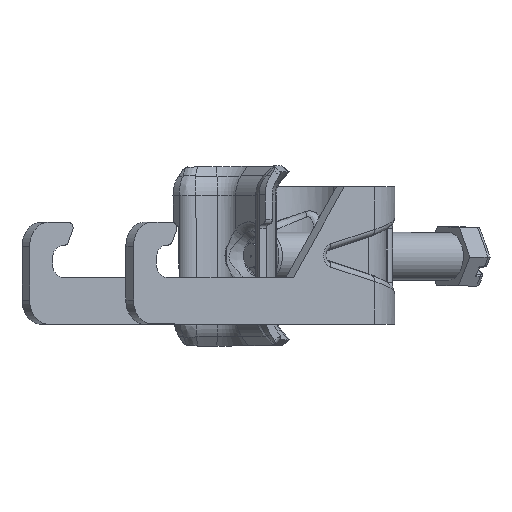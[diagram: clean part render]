
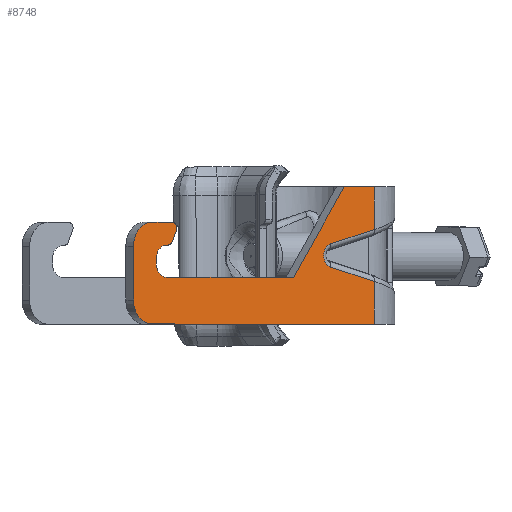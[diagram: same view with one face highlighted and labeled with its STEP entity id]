
A CAD part, top view. The second image highlights one B-rep face of the part: STEP entity #8748.
In plain terms, the highlighted face is planar.
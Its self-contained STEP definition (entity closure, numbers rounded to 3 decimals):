
#2731=DIRECTION('',(0.,-0.808,0.589));
#2732=VECTOR('',#2731,18.807);
#2733=CARTESIAN_POINT('',(55.963,14.189,16.077));
#2734=LINE('',#2733,#2732);
#4015=DIRECTION('',(0.,0.,1.));
#4016=VECTOR('',#4015,48.578);
#4017=CARTESIAN_POINT('',(55.963,-8.811,9.5));
#4018=LINE('',#4017,#4016);
#4130=DIRECTION('',(0.,1.,0.));
#4131=VECTOR('',#4130,9.);
#4132=CARTESIAN_POINT('',(55.963,-4.811,62.077));
#4133=LINE('',#4132,#4131);
#4134=CARTESIAN_POINT('',(55.963,4.189,58.077));
#4135=DIRECTION('',(-1.,0.,0.));
#4136=DIRECTION('',(0.,0.,1.));
#4137=AXIS2_PLACEMENT_3D('',#4134,#4135,#4136);
#4139=DIRECTION('',(0.,0.,-1.));
#4140=VECTOR('',#4139,4.5);
#4141=CARTESIAN_POINT('',(55.963,8.189,58.077));
#4142=LINE('',#4141,#4140);
#4143=CARTESIAN_POINT('',(55.963,7.189,53.577));
#4144=DIRECTION('',(-1.,0.,0.));
#4145=DIRECTION('',(0.,1.,0.));
#4146=AXIS2_PLACEMENT_3D('',#4143,#4144,#4145);
#4148=CARTESIAN_POINT('',(55.963,7.281,53.086));
#4149=DIRECTION('',(-1.,0.,0.));
#4150=DIRECTION('',(0.,0.185,-0.983));
#4151=AXIS2_PLACEMENT_3D('',#4148,#4149,#4150);
#4153=DIRECTION('',(0.,-0.906,0.423));
#4154=VECTOR('',#4153,2.321);
#4155=CARTESIAN_POINT('',(55.963,7.07,52.633));
#4156=LINE('',#4155,#4154);
#4157=CARTESIAN_POINT('',(55.963,5.389,54.52));
#4158=DIRECTION('',(-1.,0.,0.));
#4159=DIRECTION('',(0.,-0.423,-0.906));
#4160=AXIS2_PLACEMENT_3D('',#4157,#4158,#4159);
#4162=DIRECTION('',(0.,0.,1.));
#4163=VECTOR('',#4162,0.307);
#4164=CARTESIAN_POINT('',(55.963,4.389,54.52));
#4165=LINE('',#4164,#4163);
#4166=CARTESIAN_POINT('',(55.963,2.139,54.827));
#4167=DIRECTION('',(1.,0.,0.));
#4168=DIRECTION('',(0.,1.,0.));
#4169=AXIS2_PLACEMENT_3D('',#4166,#4167,#4168);
#4171=DIRECTION('',(0.,-1.,0.));
#4172=VECTOR('',#4171,0.9);
#4173=CARTESIAN_POINT('',(55.963,2.139,57.077));
#4174=LINE('',#4173,#4172);
#4175=CARTESIAN_POINT('',(55.963,1.239,54.827));
#4176=DIRECTION('',(1.,0.,0.));
#4177=DIRECTION('',(0.,0.,1.));
#4178=AXIS2_PLACEMENT_3D('',#4175,#4176,#4177);
#4180=DIRECTION('',(0.,0.,1.));
#4181=VECTOR('',#4180,27.676);
#4182=CARTESIAN_POINT('',(55.963,-1.011,27.152));
#4183=LINE('',#4182,#4181);
#4184=DIRECTION('',(0.,0.243,-0.97));
#4185=VECTOR('',#4184,9.858);
#4186=CARTESIAN_POINT('',(55.963,4.629,19.063));
#4187=LINE('',#4186,#4185);
#4188=CARTESIAN_POINT('',(55.963,2.689,18.577));
#4189=DIRECTION('',(-1.,0.,0.));
#4190=DIRECTION('',(0.,-0.97,0.243));
#4191=AXIS2_PLACEMENT_3D('',#4188,#4189,#4190);
#4193=DIRECTION('',(0.,0.243,0.97));
#4194=VECTOR('',#4193,9.858);
#4195=CARTESIAN_POINT('',(55.963,-1.646,9.5));
#4196=LINE('',#4195,#4194);
#4197=CARTESIAN_POINT('',(55.963,-4.811,58.077));
#4198=DIRECTION('',(1.,0.,0.));
#4199=DIRECTION('',(0.,0.,1.));
#4200=AXIS2_PLACEMENT_3D('',#4197,#4198,#4199);
#4256=DIRECTION('',(0.,0.,-1.));
#4257=VECTOR('',#4256,6.577);
#4258=CARTESIAN_POINT('',(55.963,14.189,16.077));
#4259=LINE('',#4258,#4257);
#4352=DIRECTION('',(0.,-1.,0.));
#4353=VECTOR('',#4352,7.165);
#4354=CARTESIAN_POINT('',(55.963,-1.646,9.5));
#4355=LINE('',#4354,#4353);
#4386=DIRECTION('',(0.,-1.,0.));
#4387=VECTOR('',#4386,7.165);
#4388=CARTESIAN_POINT('',(55.963,14.189,9.5));
#4389=LINE('',#4388,#4387);
#5836=CARTESIAN_POINT('',(55.963,-8.811,58.078));
#5837=VERTEX_POINT('',#5836);
#5838=CARTESIAN_POINT('',(55.963,-4.811,62.077));
#5839=VERTEX_POINT('',#5838);
#5854=CARTESIAN_POINT('',(55.963,-8.811,9.5));
#5855=VERTEX_POINT('',#5854);
#5856=CARTESIAN_POINT('',(55.963,-1.646,9.5));
#5857=VERTEX_POINT('',#5856);
#5858=CARTESIAN_POINT('',(55.963,0.749,19.063));
#5859=VERTEX_POINT('',#5858);
#5860=CARTESIAN_POINT('',(55.963,4.629,19.063));
#5861=VERTEX_POINT('',#5860);
#5862=CARTESIAN_POINT('',(55.963,7.024,9.5));
#5863=VERTEX_POINT('',#5862);
#5864=CARTESIAN_POINT('',(55.963,14.189,9.5));
#5865=VERTEX_POINT('',#5864);
#5866=CARTESIAN_POINT('',(55.963,14.189,16.077));
#5867=VERTEX_POINT('',#5866);
#6604=CARTESIAN_POINT('',(55.963,-1.011,27.152));
#6605=CARTESIAN_POINT('',(55.963,-1.011,54.828));
#6606=VERTEX_POINT('',#6604);
#6607=VERTEX_POINT('',#6605);
#6632=CARTESIAN_POINT('',(55.963,4.189,62.077));
#6633=CARTESIAN_POINT('',(55.963,8.189,58.077));
#6634=VERTEX_POINT('',#6632);
#6635=VERTEX_POINT('',#6633);
#6636=CARTESIAN_POINT('',(55.963,8.189,53.577));
#6637=VERTEX_POINT('',#6636);
#6638=CARTESIAN_POINT('',(55.963,7.374,52.595));
#6639=VERTEX_POINT('',#6638);
#6640=CARTESIAN_POINT('',(55.963,7.07,52.633));
#6641=VERTEX_POINT('',#6640);
#6642=CARTESIAN_POINT('',(55.963,4.966,53.614));
#6643=VERTEX_POINT('',#6642);
#6644=CARTESIAN_POINT('',(55.963,4.389,54.52));
#6645=VERTEX_POINT('',#6644);
#6646=CARTESIAN_POINT('',(55.963,4.389,54.827));
#6647=VERTEX_POINT('',#6646);
#6648=CARTESIAN_POINT('',(55.963,2.139,57.077));
#6649=VERTEX_POINT('',#6648);
#6650=CARTESIAN_POINT('',(55.963,1.239,57.077));
#6651=VERTEX_POINT('',#6650);
#8705=CARTESIAN_POINT('',(55.963,2.689,-10.423));
#8706=DIRECTION('',(-1.,0.,0.));
#8707=DIRECTION('',(0.,0.,1.));
#8708=AXIS2_PLACEMENT_3D('',#8705,#8706,#8707);
#8709=PLANE('',#8708);
#8711=ORIENTED_EDGE('',*,*,#8710,.T.);
#8713=ORIENTED_EDGE('',*,*,#8712,.T.);
#8715=ORIENTED_EDGE('',*,*,#8714,.T.);
#8717=ORIENTED_EDGE('',*,*,#8716,.T.);
#8719=ORIENTED_EDGE('',*,*,#8718,.T.);
#8721=ORIENTED_EDGE('',*,*,#8720,.T.);
#8723=ORIENTED_EDGE('',*,*,#8722,.T.);
#8725=ORIENTED_EDGE('',*,*,#8724,.T.);
#8727=ORIENTED_EDGE('',*,*,#8726,.T.);
#8728=ORIENTED_EDGE('',*,*,#8698,.T.);
#8729=ORIENTED_EDGE('',*,*,#8449,.T.);
#8730=ORIENTED_EDGE('',*,*,#8421,.F.);
#8731=ORIENTED_EDGE('',*,*,#6722,.F.);
#8733=ORIENTED_EDGE('',*,*,#8732,.T.);
#8735=ORIENTED_EDGE('',*,*,#8734,.T.);
#8737=ORIENTED_EDGE('',*,*,#8736,.F.);
#8739=ORIENTED_EDGE('',*,*,#8738,.F.);
#8741=ORIENTED_EDGE('',*,*,#8740,.F.);
#8743=ORIENTED_EDGE('',*,*,#8742,.T.);
#8744=ORIENTED_EDGE('',*,*,#8609,.T.);
#8745=ORIENTED_EDGE('',*,*,#8640,.F.);
#8746=EDGE_LOOP('',(#8711,#8713,#8715,#8717,#8719,#8721,#8723,#8725,#8727,#8728,
#8729,#8730,#8731,#8733,#8735,#8737,#8739,#8741,#8743,#8744,#8745));
#8747=FACE_OUTER_BOUND('',#8746,.F.);
#8748=ADVANCED_FACE('',(#8747),#8709,.F.);
#4138=CIRCLE('',#4137,4.);
#4147=CIRCLE('',#4146,1.);
#4152=CIRCLE('',#4151,0.5);
#4161=CIRCLE('',#4160,1.);
#4170=CIRCLE('',#4169,2.25);
#4179=CIRCLE('',#4178,2.25);
#4192=CIRCLE('',#4191,2.);
#4201=CIRCLE('',#4200,4.);
#6722=EDGE_CURVE('',#5867,#6606,#2734,.T.);
#8421=EDGE_CURVE('',#6606,#6607,#4183,.T.);
#8449=EDGE_CURVE('',#6651,#6607,#4179,.T.);
#8609=EDGE_CURVE('',#5855,#5837,#4018,.T.);
#8640=EDGE_CURVE('',#5839,#5837,#4201,.T.);
#8698=EDGE_CURVE('',#6649,#6651,#4174,.T.);
#8710=EDGE_CURVE('',#5839,#6634,#4133,.T.);
#8712=EDGE_CURVE('',#6634,#6635,#4138,.T.);
#8714=EDGE_CURVE('',#6635,#6637,#4142,.T.);
#8716=EDGE_CURVE('',#6637,#6639,#4147,.T.);
#8718=EDGE_CURVE('',#6639,#6641,#4152,.T.);
#8720=EDGE_CURVE('',#6641,#6643,#4156,.T.);
#8722=EDGE_CURVE('',#6643,#6645,#4161,.T.);
#8724=EDGE_CURVE('',#6645,#6647,#4165,.T.);
#8726=EDGE_CURVE('',#6647,#6649,#4170,.T.);
#8732=EDGE_CURVE('',#5867,#5865,#4259,.T.);
#8734=EDGE_CURVE('',#5865,#5863,#4389,.T.);
#8736=EDGE_CURVE('',#5861,#5863,#4187,.T.);
#8738=EDGE_CURVE('',#5859,#5861,#4192,.T.);
#8740=EDGE_CURVE('',#5857,#5859,#4196,.T.);
#8742=EDGE_CURVE('',#5857,#5855,#4355,.T.);
